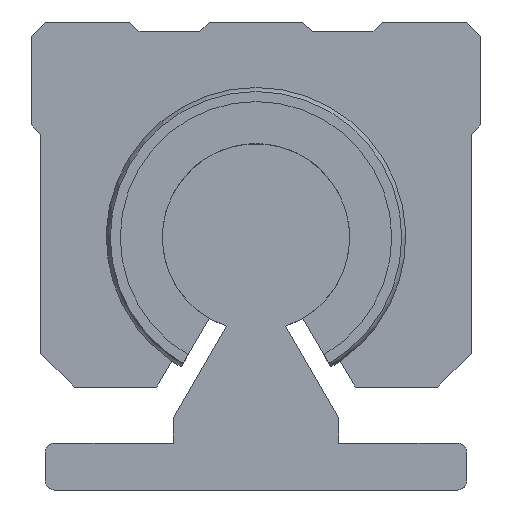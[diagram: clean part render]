
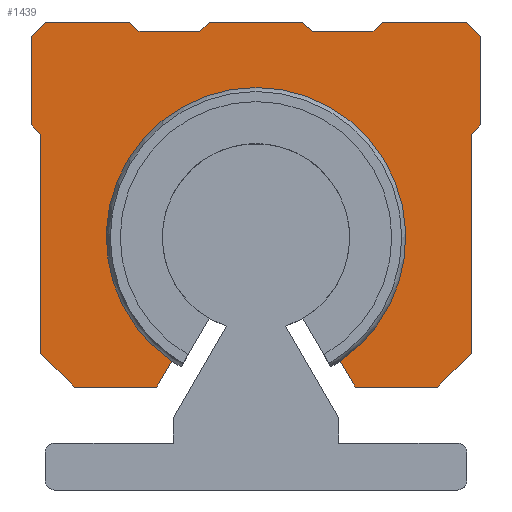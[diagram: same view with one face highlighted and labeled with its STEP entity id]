
A CAD part, left-side view. The second image highlights one B-rep face of the part: STEP entity #1439.
In plain terms, the highlighted planar face has unit normal (-1, 0, 0).
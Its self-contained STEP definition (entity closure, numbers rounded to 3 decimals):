
#699=FACE_OUTER_BOUND('',#3377,.T.);
#1020=CIRCLE('',#11851,16.);
#1439=ADVANCED_FACE('',(#699),#1942,.F.);
#1942=PLANE('',#11900);
#3377=EDGE_LOOP('',(#5729,#5730,#5731,#5732,#5733,#5734,#5735,#5736,#5737,
#5738,#5739,#5740,#5741,#5742,#5743,#5744,#5745,#5746,#5747,#5748,#5749,
#5750,#5751,#5752));
#5729=ORIENTED_EDGE('',*,*,#8963,.F.);
#5730=ORIENTED_EDGE('',*,*,#8734,.F.);
#5731=ORIENTED_EDGE('',*,*,#9005,.F.);
#5732=ORIENTED_EDGE('',*,*,#9031,.F.);
#5733=ORIENTED_EDGE('',*,*,#9012,.F.);
#5734=ORIENTED_EDGE('',*,*,#9014,.F.);
#5735=ORIENTED_EDGE('',*,*,#9001,.F.);
#5736=ORIENTED_EDGE('',*,*,#8992,.F.);
#5737=ORIENTED_EDGE('',*,*,#8989,.F.);
#5738=ORIENTED_EDGE('',*,*,#9032,.F.);
#5739=ORIENTED_EDGE('',*,*,#8999,.F.);
#5740=ORIENTED_EDGE('',*,*,#8997,.F.);
#5741=ORIENTED_EDGE('',*,*,#8994,.F.);
#5742=ORIENTED_EDGE('',*,*,#9033,.F.);
#5743=ORIENTED_EDGE('',*,*,#9008,.F.);
#5744=ORIENTED_EDGE('',*,*,#9010,.F.);
#5745=ORIENTED_EDGE('',*,*,#9003,.F.);
#5746=ORIENTED_EDGE('',*,*,#8820,.F.);
#5747=ORIENTED_EDGE('',*,*,#8986,.F.);
#5748=ORIENTED_EDGE('',*,*,#8988,.F.);
#5749=ORIENTED_EDGE('',*,*,#9027,.F.);
#5750=ORIENTED_EDGE('',*,*,#8951,.F.);
#5751=ORIENTED_EDGE('',*,*,#9029,.F.);
#5752=ORIENTED_EDGE('',*,*,#9030,.F.);
#7403=VERTEX_POINT('',#18793);
#7405=VERTEX_POINT('',#18797);
#7490=VERTEX_POINT('',#19151);
#7492=VERTEX_POINT('',#19154);
#7591=VERTEX_POINT('',#19647);
#7592=VERTEX_POINT('',#19649);
#7598=VERTEX_POINT('',#19673);
#7616=VERTEX_POINT('',#19715);
#7617=VERTEX_POINT('',#19719);
#7618=VERTEX_POINT('',#19723);
#7619=VERTEX_POINT('',#19724);
#7620=VERTEX_POINT('',#19729);
#7621=VERTEX_POINT('',#19733);
#7622=VERTEX_POINT('',#19734);
#7623=VERTEX_POINT('',#19739);
#7624=VERTEX_POINT('',#19743);
#7625=VERTEX_POINT('',#19747);
#7626=VERTEX_POINT('',#19751);
#7627=VERTEX_POINT('',#19755);
#7628=VERTEX_POINT('',#19759);
#7629=VERTEX_POINT('',#19761);
#7630=VERTEX_POINT('',#19767);
#7631=VERTEX_POINT('',#19769);
#7644=VERTEX_POINT('',#19809);
#8734=EDGE_CURVE('',#7405,#7403,#9977,.T.);
#8820=EDGE_CURVE('',#7490,#7492,#10041,.T.);
#8951=EDGE_CURVE('',#7591,#7592,#1020,.T.);
#8963=EDGE_CURVE('',#7403,#7598,#10121,.T.);
#8986=EDGE_CURVE('',#7616,#7490,#10144,.T.);
#8988=EDGE_CURVE('',#7617,#7616,#10146,.T.);
#8989=EDGE_CURVE('',#7618,#7619,#10147,.T.);
#8992=EDGE_CURVE('',#7619,#7620,#10150,.T.);
#8994=EDGE_CURVE('',#7621,#7622,#10152,.T.);
#8997=EDGE_CURVE('',#7622,#7623,#10155,.T.);
#8999=EDGE_CURVE('',#7623,#7624,#10157,.T.);
#9001=EDGE_CURVE('',#7620,#7625,#10159,.T.);
#9003=EDGE_CURVE('',#7492,#7626,#10161,.T.);
#9005=EDGE_CURVE('',#7627,#7405,#10163,.T.);
#9008=EDGE_CURVE('',#7628,#7629,#10166,.T.);
#9010=EDGE_CURVE('',#7626,#7628,#10168,.T.);
#9012=EDGE_CURVE('',#7630,#7631,#10170,.T.);
#9014=EDGE_CURVE('',#7625,#7630,#10172,.T.);
#9027=EDGE_CURVE('',#7592,#7617,#10173,.T.);
#9029=EDGE_CURVE('',#7644,#7591,#10175,.T.);
#9030=EDGE_CURVE('',#7598,#7644,#10176,.T.);
#9031=EDGE_CURVE('',#7631,#7627,#10177,.T.);
#9032=EDGE_CURVE('',#7624,#7618,#10178,.T.);
#9033=EDGE_CURVE('',#7629,#7621,#10179,.T.);
#9977=LINE('',#18798,#10967);
#10041=LINE('',#19153,#11031);
#10121=LINE('',#19672,#11111);
#10144=LINE('',#19716,#11134);
#10146=LINE('',#19720,#11136);
#10147=LINE('',#19722,#11137);
#10150=LINE('',#19728,#11140);
#10152=LINE('',#19732,#11142);
#10155=LINE('',#19738,#11145);
#10157=LINE('',#19742,#11147);
#10159=LINE('',#19746,#11149);
#10161=LINE('',#19750,#11151);
#10163=LINE('',#19754,#11153);
#10166=LINE('',#19760,#11156);
#10168=LINE('',#19764,#11158);
#10170=LINE('',#19768,#11160);
#10172=LINE('',#19772,#11162);
#10173=LINE('',#19806,#11163);
#10175=LINE('',#19810,#11165);
#10176=LINE('',#19812,#11166);
#10177=LINE('',#19814,#11167);
#10178=LINE('',#19815,#11168);
#10179=LINE('',#19816,#11169);
#10967=VECTOR('',#13307,1.);
#11031=VECTOR('',#13373,1.);
#11111=VECTOR('',#13603,1.);
#11134=VECTOR('',#13630,1.);
#11136=VECTOR('',#13634,1.);
#11137=VECTOR('',#13637,1.);
#11140=VECTOR('',#13642,1.);
#11142=VECTOR('',#13646,1.);
#11145=VECTOR('',#13651,1.);
#11147=VECTOR('',#13655,1.);
#11149=VECTOR('',#13659,1.);
#11151=VECTOR('',#13663,1.);
#11153=VECTOR('',#13667,1.);
#11156=VECTOR('',#13672,1.);
#11158=VECTOR('',#13676,1.);
#11160=VECTOR('',#13680,1.);
#11162=VECTOR('',#13684,1.);
#11163=VECTOR('',#13727,1.);
#11165=VECTOR('',#13731,1.);
#11166=VECTOR('',#13734,1.);
#11167=VECTOR('',#13737,1.);
#11168=VECTOR('',#13738,1.);
#11169=VECTOR('',#13739,1.);
#11851=AXIS2_PLACEMENT_3D('',#19648,#13575,#13576);
#11900=AXIS2_PLACEMENT_3D('',#19817,#13740,#13741);
#13307=DIRECTION('',(0.,0.,-1.));
#13373=DIRECTION('',(0.,0.,1.));
#13575=DIRECTION('',(-1.,0.,0.));
#13576=DIRECTION('',(0.,-1.,0.));
#13603=DIRECTION('',(0.,0.707,-0.707));
#13630=DIRECTION('',(0.,0.707,0.707));
#13634=DIRECTION('',(0.,1.,0.));
#13637=DIRECTION('',(0.,-0.707,-0.707));
#13642=DIRECTION('',(0.,-1.,0.));
#13646=DIRECTION('',(0.,-0.707,-0.707));
#13651=DIRECTION('',(0.,-1.,0.));
#13655=DIRECTION('',(0.,-0.707,0.707));
#13659=DIRECTION('',(0.,-0.707,0.707));
#13663=DIRECTION('',(0.,0.707,0.707));
#13667=DIRECTION('',(0.,0.707,-0.707));
#13672=DIRECTION('',(0.,-0.707,0.707));
#13676=DIRECTION('',(0.,0.,1.));
#13680=DIRECTION('',(0.,-0.707,-0.707));
#13684=DIRECTION('',(0.,-1.,0.));
#13727=DIRECTION('',(0.,0.5,-0.866));
#13731=DIRECTION('',(0.,0.5,0.866));
#13734=DIRECTION('',(0.,1.,0.));
#13737=DIRECTION('',(0.,0.,-1.));
#13738=DIRECTION('',(0.,-1.,0.));
#13739=DIRECTION('',(0.,-1.,0.));
#13740=DIRECTION('',(1.,0.,0.));
#13741=DIRECTION('',(0.,0.,-1.));
#18793=CARTESIAN_POINT('',(95.089,-23.,14.586));
#18797=CARTESIAN_POINT('',(95.089,-23.,38.));
#18798=CARTESIAN_POINT('',(95.089,-23.,38.));
#19151=CARTESIAN_POINT('',(95.089,23.,14.586));
#19153=CARTESIAN_POINT('',(95.089,23.,17.));
#19154=CARTESIAN_POINT('',(95.089,23.,38.));
#19647=CARTESIAN_POINT('',(95.089,-9.,13.771));
#19648=CARTESIAN_POINT('',(95.089,0.,27.));
#19649=CARTESIAN_POINT('',(95.089,9.,13.771));
#19672=CARTESIAN_POINT('',(95.089,-19.929,11.515));
#19673=CARTESIAN_POINT('',(95.089,-19.414,11.));
#19715=CARTESIAN_POINT('',(95.089,19.414,11.));
#19716=CARTESIAN_POINT('',(95.089,19.929,11.515));
#19719=CARTESIAN_POINT('',(95.089,10.6,11.));
#19720=CARTESIAN_POINT('',(95.089,0.,11.));
#19722=CARTESIAN_POINT('',(95.089,-5.,50.));
#19723=CARTESIAN_POINT('',(95.089,-5.,50.));
#19724=CARTESIAN_POINT('',(95.089,-6.,49.));
#19728=CARTESIAN_POINT('',(95.089,-6.,49.));
#19729=CARTESIAN_POINT('',(95.089,-12.5,49.));
#19732=CARTESIAN_POINT('',(95.089,13.5,50.));
#19733=CARTESIAN_POINT('',(95.089,13.5,50.));
#19734=CARTESIAN_POINT('',(95.089,12.5,49.));
#19738=CARTESIAN_POINT('',(95.089,12.5,49.));
#19739=CARTESIAN_POINT('',(95.089,6.,49.));
#19742=CARTESIAN_POINT('',(95.089,6.,49.));
#19743=CARTESIAN_POINT('',(95.089,5.,50.));
#19746=CARTESIAN_POINT('',(95.089,-12.5,49.));
#19747=CARTESIAN_POINT('',(95.089,-13.5,50.));
#19750=CARTESIAN_POINT('',(95.089,23.,38.));
#19751=CARTESIAN_POINT('',(95.089,24.,39.));
#19754=CARTESIAN_POINT('',(95.089,-24.,39.));
#19755=CARTESIAN_POINT('',(95.089,-24.,39.));
#19759=CARTESIAN_POINT('',(95.089,24.,48.5));
#19760=CARTESIAN_POINT('',(95.089,24.,48.5));
#19761=CARTESIAN_POINT('',(95.089,22.5,50.));
#19764=CARTESIAN_POINT('',(95.089,24.,39.));
#19767=CARTESIAN_POINT('',(95.089,-22.5,50.));
#19768=CARTESIAN_POINT('',(95.089,-22.5,50.));
#19769=CARTESIAN_POINT('',(95.089,-24.,48.5));
#19772=CARTESIAN_POINT('',(95.089,-13.5,50.));
#19806=CARTESIAN_POINT('',(95.089,9.,13.771));
#19809=CARTESIAN_POINT('',(95.089,-10.6,11.));
#19810=CARTESIAN_POINT('',(95.089,-10.023,12.));
#19812=CARTESIAN_POINT('',(95.089,0.,11.));
#19814=CARTESIAN_POINT('',(95.089,-24.,48.5));
#19815=CARTESIAN_POINT('',(95.089,5.,50.));
#19816=CARTESIAN_POINT('',(95.089,23.5,50.));
#19817=CARTESIAN_POINT('',(95.089,0.,31.444));
